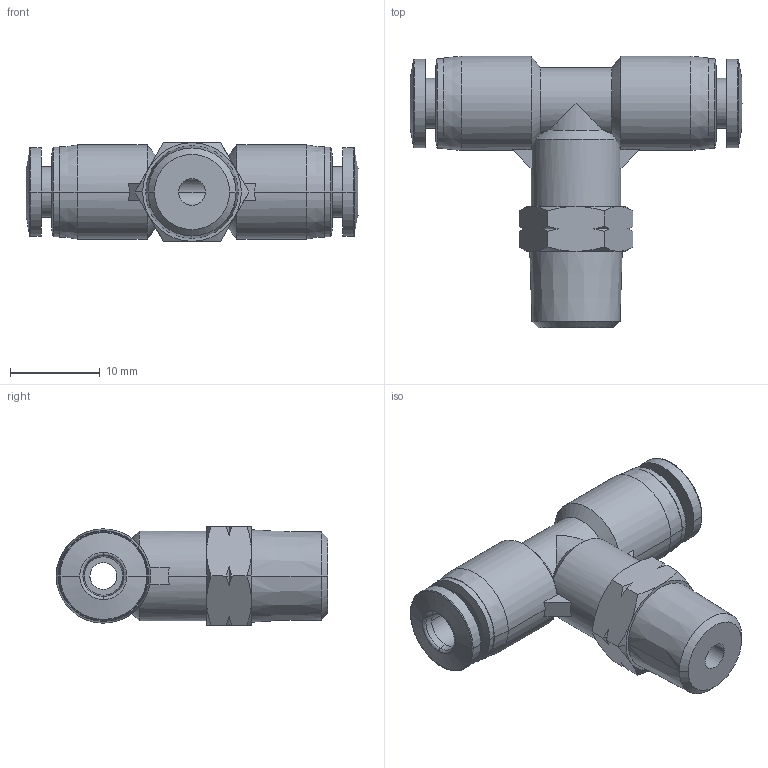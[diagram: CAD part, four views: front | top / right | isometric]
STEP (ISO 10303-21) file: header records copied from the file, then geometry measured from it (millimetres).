
FILE_DESCRIPTION (( 'STEP AP214' ), '1' );
FILE_NAME ('MBT532-18N.step', '2016-02-24T20:40:01', ( '' ), ( '' ), 'SwSTEP 2.0', 'SolidWorks 2015', '' );
FILE_SCHEMA (( 'AUTOMOTIVE_DESIGN' ));
Length unit declared in the file: inch
Products named in the file (1): MBT532-18N
Bounding box: 37 x 30.25 x 11 mm (x, y, z)
Volume: 3808.4 mm3; surface area: 2890.3 mm2
Topology: 1 solids, 1 shells, 114 faces, 285 edges, 180 vertices
Faces by surface type: cone 53, cylinder 30, plane 23, bspline 8
Entity records: 5535 total; most frequent: CARTESIAN_POINT 1396, ORIENTED_EDGE 570, DIRECTION 531, EDGE_CURVE 285, AXIS2_PLACEMENT_3D 227, VERTEX_POINT 180, EDGE_LOOP 125, CIRCLE 120
